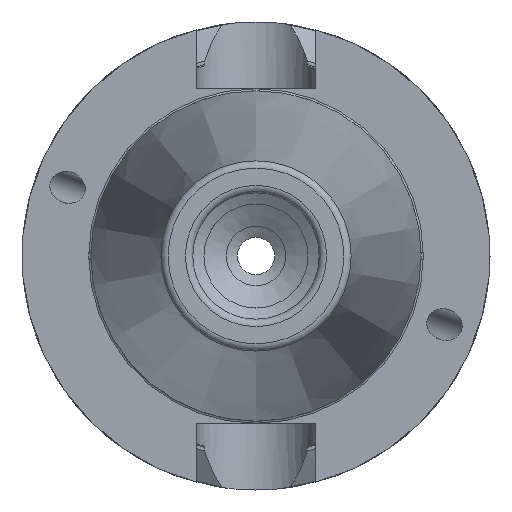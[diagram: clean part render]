
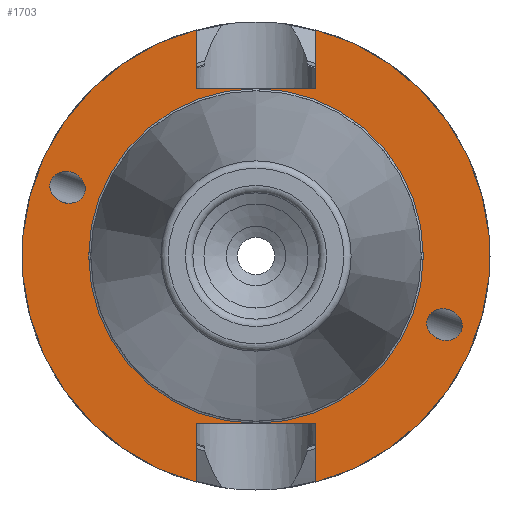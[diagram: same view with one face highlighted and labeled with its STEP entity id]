
A CAD part, left-side view. The second image highlights one B-rep face of the part: STEP entity #1703.
In plain terms, the highlighted planar face has unit normal (-1, 0, 0).
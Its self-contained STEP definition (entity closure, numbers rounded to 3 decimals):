
#877=CARTESIAN_POINT('',(2.,-23.093,-8.405));
#878=VERTEX_POINT('',#877);
#879=CARTESIAN_POINT('',(2.,-25.372,-9.235));
#880=DIRECTION('',(1.0,0.0,0.0));
#881=DIRECTION('',(0.0,-0.94,-0.342));
#882=AXIS2_PLACEMENT_3D('',#879,#880,#881);
#883=ELLIPSE('',#882,2.425,2.1);
#884=EDGE_CURVE('',#878,#878,#883,.T.);
#914=CARTESIAN_POINT('',(2.,23.093,8.405));
#915=VERTEX_POINT('',#914);
#916=CARTESIAN_POINT('',(2.,25.372,9.235));
#917=DIRECTION('',(1.0,0.0,0.0));
#918=DIRECTION('',(0.0,0.94,0.342));
#919=AXIS2_PLACEMENT_3D('',#916,#917,#918);
#920=ELLIPSE('',#919,2.425,2.1);
#921=EDGE_CURVE('',#915,#915,#920,.T.);
#1133=CARTESIAN_POINT('',(2.0,8.05,-22.6));
#1134=VERTEX_POINT('',#1133);
#1141=CARTESIAN_POINT('',(2.0,8.05,-30.454));
#1142=VERTEX_POINT('',#1141);
#1143=CARTESIAN_POINT('',(2.,8.05,-30.454));
#1144=DIRECTION('',(0.0,0.0,1.0));
#1145=VECTOR('',#1144,7.854);
#1146=LINE('',#1143,#1145);
#1147=EDGE_CURVE('',#1142,#1134,#1146,.T.);
#1378=CARTESIAN_POINT('',(2.,-8.05,-30.454));
#1379=VERTEX_POINT('',#1378);
#1386=CARTESIAN_POINT('',(2.,-8.05,-22.6));
#1387=VERTEX_POINT('',#1386);
#1388=CARTESIAN_POINT('',(2.,-8.05,-22.6));
#1389=DIRECTION('',(0.0,0.0,-1.0));
#1390=VECTOR('',#1389,7.854);
#1391=LINE('',#1388,#1390);
#1392=EDGE_CURVE('',#1387,#1379,#1391,.T.);
#1410=CARTESIAN_POINT('',(2.,8.05,-22.6));
#1411=DIRECTION('',(0.0,-1.0,0.0));
#1412=VECTOR('',#1411,16.1);
#1413=LINE('',#1410,#1412);
#1414=EDGE_CURVE('',#1134,#1387,#1413,.T.);
#1636=CARTESIAN_POINT('',(2.,0.0,27.008));
#1637=DIRECTION('',(-1.0,0.0,0.0));
#1638=DIRECTION('',(0.0,0.0,1.0));
#1639=AXIS2_PLACEMENT_3D('',#1636,#1637,#1638);
#1640=PLANE('',#1639);
#1641=ORIENTED_EDGE('',*,*,#1147,.T.);
#1642=ORIENTED_EDGE('',*,*,#1414,.T.);
#1643=ORIENTED_EDGE('',*,*,#1392,.T.);
#1644=CARTESIAN_POINT('',(2.,-8.05,30.454));
#1645=VERTEX_POINT('',#1644);
#1646=CARTESIAN_POINT('',(2.,0.0,0.0));
#1647=DIRECTION('',(-1.0,0.0,0.));
#1648=DIRECTION('',(0.,0.0,1.0));
#1649=AXIS2_PLACEMENT_3D('',#1646,#1647,#1648);
#1650=CIRCLE('',#1649,31.5);
#1651=EDGE_CURVE('',#1379,#1645,#1650,.T.);
#1652=ORIENTED_EDGE('',*,*,#1651,.T.);
#1653=CARTESIAN_POINT('',(2.,-8.05,22.6));
#1654=VERTEX_POINT('',#1653);
#1655=CARTESIAN_POINT('',(2.,-8.05,30.454));
#1656=DIRECTION('',(0.0,0.0,-1.0));
#1657=VECTOR('',#1656,7.854);
#1658=LINE('',#1655,#1657);
#1659=EDGE_CURVE('',#1645,#1654,#1658,.T.);
#1660=ORIENTED_EDGE('',*,*,#1659,.T.);
#1661=CARTESIAN_POINT('',(2.,8.05,22.6));
#1662=VERTEX_POINT('',#1661);
#1663=CARTESIAN_POINT('',(2.,-8.05,22.6));
#1664=DIRECTION('',(0.0,1.0,0.0));
#1665=VECTOR('',#1664,16.1);
#1666=LINE('',#1663,#1665);
#1667=EDGE_CURVE('',#1654,#1662,#1666,.T.);
#1668=ORIENTED_EDGE('',*,*,#1667,.T.);
#1669=CARTESIAN_POINT('',(2.,8.05,30.454));
#1670=VERTEX_POINT('',#1669);
#1671=CARTESIAN_POINT('',(2.,8.05,22.6));
#1672=DIRECTION('',(0.0,0.0,1.0));
#1673=VECTOR('',#1672,7.854);
#1674=LINE('',#1671,#1673);
#1675=EDGE_CURVE('',#1662,#1670,#1674,.T.);
#1676=ORIENTED_EDGE('',*,*,#1675,.T.);
#1677=CARTESIAN_POINT('',(2.,0.0,0.0));
#1678=DIRECTION('',(-1.0,0.0,0.));
#1679=DIRECTION('',(0.,0.0,1.0));
#1680=AXIS2_PLACEMENT_3D('',#1677,#1678,#1679);
#1681=CIRCLE('',#1680,31.5);
#1682=EDGE_CURVE('',#1670,#1142,#1681,.T.);
#1683=ORIENTED_EDGE('',*,*,#1682,.T.);
#1684=EDGE_LOOP('',(#1641,#1642,#1643,#1652,#1660,#1668,#1676,#1683));
#1685=FACE_OUTER_BOUND('',#1684,.T.);
#1686=ORIENTED_EDGE('',*,*,#884,.T.);
#1687=EDGE_LOOP('',(#1686));
#1688=FACE_BOUND('',#1687,.T.);
#1689=ORIENTED_EDGE('',*,*,#921,.T.);
#1690=EDGE_LOOP('',(#1689));
#1691=FACE_BOUND('',#1690,.T.);
#1692=CARTESIAN_POINT('',(2.,0.0,22.517));
#1693=VERTEX_POINT('',#1692);
#1694=CARTESIAN_POINT('',(2.,0.0,0.0));
#1695=DIRECTION('',(-1.0,0.0,0.));
#1696=DIRECTION('',(0.,0.0,1.0));
#1697=AXIS2_PLACEMENT_3D('',#1694,#1695,#1696);
#1698=CIRCLE('',#1697,22.517);
#1699=EDGE_CURVE('',#1693,#1693,#1698,.T.);
#1700=ORIENTED_EDGE('',*,*,#1699,.F.);
#1701=EDGE_LOOP('',(#1700));
#1702=FACE_BOUND('',#1701,.T.);
#1703=ADVANCED_FACE('',(#1685,#1688,#1691,#1702),#1640,.T.);
